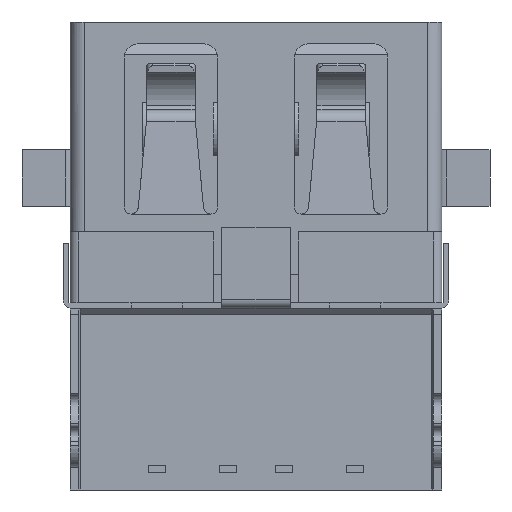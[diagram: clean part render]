
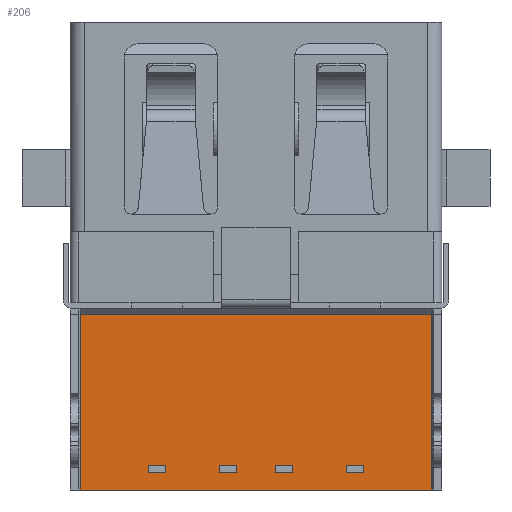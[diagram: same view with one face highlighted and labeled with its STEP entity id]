
A CAD part, front view. The second image highlights one B-rep face of the part: STEP entity #206.
In plain terms, the highlighted planar face has unit normal (0, -1, 0).
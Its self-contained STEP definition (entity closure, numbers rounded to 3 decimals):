
#206=ADVANCED_FACE('',(#743,#744,#745,#746,#747),#748,.T.);
#743=FACE_OUTER_BOUND('',#1546,.T.);
#744=FACE_BOUND('',#1547,.T.);
#745=FACE_BOUND('',#1548,.T.);
#746=FACE_BOUND('',#1549,.T.);
#747=FACE_BOUND('',#1550,.T.);
#748=PLANE('',#1551);
#1546=EDGE_LOOP('',(#3411,#3412,#3413,#3414));
#1547=EDGE_LOOP('',(#3415,#3416,#3417,#3418));
#1548=EDGE_LOOP('',(#3419,#3420,#3421,#3422));
#1549=EDGE_LOOP('',(#3423,#3424,#3425,#3426));
#1550=EDGE_LOOP('',(#3427,#3428,#3429,#3430));
#1551=AXIS2_PLACEMENT_3D('',#3431,#3432,#3433);
#3411=ORIENTED_EDGE('',*,*,#5619,.F.);
#3412=ORIENTED_EDGE('',*,*,#6028,.F.);
#3413=ORIENTED_EDGE('',*,*,#6029,.T.);
#3414=ORIENTED_EDGE('',*,*,#5626,.F.);
#3415=ORIENTED_EDGE('',*,*,#6030,.T.);
#3416=ORIENTED_EDGE('',*,*,#6031,.T.);
#3417=ORIENTED_EDGE('',*,*,#6032,.F.);
#3418=ORIENTED_EDGE('',*,*,#6033,.F.);
#3419=ORIENTED_EDGE('',*,*,#6034,.T.);
#3420=ORIENTED_EDGE('',*,*,#6035,.T.);
#3421=ORIENTED_EDGE('',*,*,#6036,.F.);
#3422=ORIENTED_EDGE('',*,*,#6037,.F.);
#3423=ORIENTED_EDGE('',*,*,#6038,.T.);
#3424=ORIENTED_EDGE('',*,*,#6039,.T.);
#3425=ORIENTED_EDGE('',*,*,#6040,.F.);
#3426=ORIENTED_EDGE('',*,*,#6041,.F.);
#3427=ORIENTED_EDGE('',*,*,#6042,.T.);
#3428=ORIENTED_EDGE('',*,*,#6043,.T.);
#3429=ORIENTED_EDGE('',*,*,#6044,.F.);
#3430=ORIENTED_EDGE('',*,*,#6045,.F.);
#3431=CARTESIAN_POINT('',(-6.2,1.26,-10.3));
#3432=DIRECTION('',(0.0,-1.0,0.0));
#3433=DIRECTION('',(0.0,0.0,-1.0));
#5619=EDGE_CURVE('',#6891,#6893,#6894,.T.);
#5626=EDGE_CURVE('',#6893,#6905,#6906,.T.);
#6028=EDGE_CURVE('',#7595,#6891,#7597,.T.);
#6029=EDGE_CURVE('',#7595,#6905,#7598,.T.);
#6030=EDGE_CURVE('',#7599,#7600,#7601,.T.);
#6031=EDGE_CURVE('',#7600,#7602,#7603,.T.);
#6032=EDGE_CURVE('',#7604,#7602,#7605,.T.);
#6033=EDGE_CURVE('',#7599,#7604,#7606,.T.);
#6034=EDGE_CURVE('',#7607,#7608,#7609,.T.);
#6035=EDGE_CURVE('',#7608,#7610,#7611,.T.);
#6036=EDGE_CURVE('',#7612,#7610,#7613,.T.);
#6037=EDGE_CURVE('',#7607,#7612,#7614,.T.);
#6038=EDGE_CURVE('',#7615,#7616,#7617,.T.);
#6039=EDGE_CURVE('',#7616,#7618,#7619,.T.);
#6040=EDGE_CURVE('',#7620,#7618,#7621,.T.);
#6041=EDGE_CURVE('',#7615,#7620,#7622,.T.);
#6042=EDGE_CURVE('',#7623,#7624,#7625,.T.);
#6043=EDGE_CURVE('',#7624,#7626,#7627,.T.);
#6044=EDGE_CURVE('',#7628,#7626,#7629,.T.);
#6045=EDGE_CURVE('',#7623,#7628,#7630,.T.);
#6891=VERTEX_POINT('',#8892);
#6893=VERTEX_POINT('',#8895);
#6894=LINE('',#8896,#8897);
#6905=VERTEX_POINT('',#8912);
#6906=LINE('',#8913,#8914);
#7595=VERTEX_POINT('',#9925);
#7597=LINE('',#9928,#9929);
#7598=LINE('',#9930,#9931);
#7599=VERTEX_POINT('',#9932);
#7600=VERTEX_POINT('',#9933);
#7601=LINE('',#9934,#9935);
#7602=VERTEX_POINT('',#9936);
#7603=LINE('',#9937,#9938);
#7604=VERTEX_POINT('',#9939);
#7605=LINE('',#9940,#9941);
#7606=LINE('',#9942,#9943);
#7607=VERTEX_POINT('',#9944);
#7608=VERTEX_POINT('',#9945);
#7609=LINE('',#9946,#9947);
#7610=VERTEX_POINT('',#9948);
#7611=LINE('',#9949,#9950);
#7612=VERTEX_POINT('',#9951);
#7613=LINE('',#9952,#9953);
#7614=LINE('',#9954,#9955);
#7615=VERTEX_POINT('',#9956);
#7616=VERTEX_POINT('',#9957);
#7617=LINE('',#9958,#9959);
#7618=VERTEX_POINT('',#9960);
#7619=LINE('',#9961,#9962);
#7620=VERTEX_POINT('',#9963);
#7621=LINE('',#9964,#9965);
#7622=LINE('',#9966,#9967);
#7623=VERTEX_POINT('',#9968);
#7624=VERTEX_POINT('',#9969);
#7625=LINE('',#9970,#9971);
#7626=VERTEX_POINT('',#9972);
#7627=LINE('',#9973,#9974);
#7628=VERTEX_POINT('',#9975);
#7629=LINE('',#9976,#9977);
#7630=LINE('',#9978,#9979);
#8892=CARTESIAN_POINT('',(6.2,1.26,-16.5));
#8895=CARTESIAN_POINT('',(-6.2,1.26,-16.5));
#8896=CARTESIAN_POINT('',(6.2,1.26,-16.5));
#8897=VECTOR('',#11825,12.4);
#8912=CARTESIAN_POINT('',(-6.2,1.26,-10.3));
#8913=CARTESIAN_POINT('',(-6.2,1.26,-16.5));
#8914=VECTOR('',#11836,6.2);
#9925=CARTESIAN_POINT('',(6.2,1.26,-10.3));
#9928=CARTESIAN_POINT('',(6.2,1.26,-10.3));
#9929=VECTOR('',#12420,6.2);
#9930=CARTESIAN_POINT('',(6.2,1.26,-10.3));
#9931=VECTOR('',#12421,12.4);
#9932=CARTESIAN_POINT('',(-3.8,1.26,-15.625));
#9933=CARTESIAN_POINT('',(-3.2,1.26,-15.625));
#9934=CARTESIAN_POINT('',(-3.8,1.26,-15.625));
#9935=VECTOR('',#12422,0.6);
#9936=CARTESIAN_POINT('',(-3.2,1.26,-15.875));
#9937=CARTESIAN_POINT('',(-3.2,1.26,-15.625));
#9938=VECTOR('',#12423,0.25);
#9939=CARTESIAN_POINT('',(-3.8,1.26,-15.875));
#9940=CARTESIAN_POINT('',(-3.8,1.26,-15.875));
#9941=VECTOR('',#12424,0.6);
#9942=CARTESIAN_POINT('',(-3.8,1.26,-15.625));
#9943=VECTOR('',#12425,0.25);
#9944=CARTESIAN_POINT('',(-1.3,1.26,-15.625));
#9945=CARTESIAN_POINT('',(-0.7,1.26,-15.625));
#9946=CARTESIAN_POINT('',(-1.3,1.26,-15.625));
#9947=VECTOR('',#12426,0.6);
#9948=CARTESIAN_POINT('',(-0.7,1.26,-15.875));
#9949=CARTESIAN_POINT('',(-0.7,1.26,-15.625));
#9950=VECTOR('',#12427,0.25);
#9951=CARTESIAN_POINT('',(-1.3,1.26,-15.875));
#9952=CARTESIAN_POINT('',(-1.3,1.26,-15.875));
#9953=VECTOR('',#12428,0.6);
#9954=CARTESIAN_POINT('',(-1.3,1.26,-15.625));
#9955=VECTOR('',#12429,0.25);
#9956=CARTESIAN_POINT('',(0.7,1.26,-15.625));
#9957=CARTESIAN_POINT('',(1.3,1.26,-15.625));
#9958=CARTESIAN_POINT('',(0.7,1.26,-15.625));
#9959=VECTOR('',#12430,0.6);
#9960=CARTESIAN_POINT('',(1.3,1.26,-15.875));
#9961=CARTESIAN_POINT('',(1.3,1.26,-15.625));
#9962=VECTOR('',#12431,0.25);
#9963=CARTESIAN_POINT('',(0.7,1.26,-15.875));
#9964=CARTESIAN_POINT('',(0.7,1.26,-15.875));
#9965=VECTOR('',#12432,0.6);
#9966=CARTESIAN_POINT('',(0.7,1.26,-15.625));
#9967=VECTOR('',#12433,0.25);
#9968=CARTESIAN_POINT('',(3.2,1.26,-15.625));
#9969=CARTESIAN_POINT('',(3.8,1.26,-15.625));
#9970=CARTESIAN_POINT('',(3.2,1.26,-15.625));
#9971=VECTOR('',#12434,0.6);
#9972=CARTESIAN_POINT('',(3.8,1.26,-15.875));
#9973=CARTESIAN_POINT('',(3.8,1.26,-15.625));
#9974=VECTOR('',#12435,0.25);
#9975=CARTESIAN_POINT('',(3.2,1.26,-15.875));
#9976=CARTESIAN_POINT('',(3.2,1.26,-15.875));
#9977=VECTOR('',#12436,0.6);
#9978=CARTESIAN_POINT('',(3.2,1.26,-15.625));
#9979=VECTOR('',#12437,0.25);
#11825=DIRECTION('',(-1.0,0.0,0.0));
#11836=DIRECTION('',(0.0,0.0,1.0));
#12420=DIRECTION('',(0.0,0.0,-1.0));
#12421=DIRECTION('',(-1.0,0.0,0.0));
#12422=DIRECTION('',(1.0,0.0,0.0));
#12423=DIRECTION('',(0.0,0.0,-1.0));
#12424=DIRECTION('',(1.0,0.0,0.0));
#12425=DIRECTION('',(0.0,0.0,-1.0));
#12426=DIRECTION('',(1.0,0.0,0.0));
#12427=DIRECTION('',(0.0,0.0,-1.0));
#12428=DIRECTION('',(1.0,0.0,0.0));
#12429=DIRECTION('',(0.0,0.0,-1.0));
#12430=DIRECTION('',(1.0,0.0,0.0));
#12431=DIRECTION('',(0.0,0.0,-1.0));
#12432=DIRECTION('',(1.0,0.0,0.0));
#12433=DIRECTION('',(0.0,0.0,-1.0));
#12434=DIRECTION('',(1.0,0.0,0.0));
#12435=DIRECTION('',(0.0,0.0,-1.0));
#12436=DIRECTION('',(1.0,0.0,0.0));
#12437=DIRECTION('',(0.0,0.0,-1.0));
